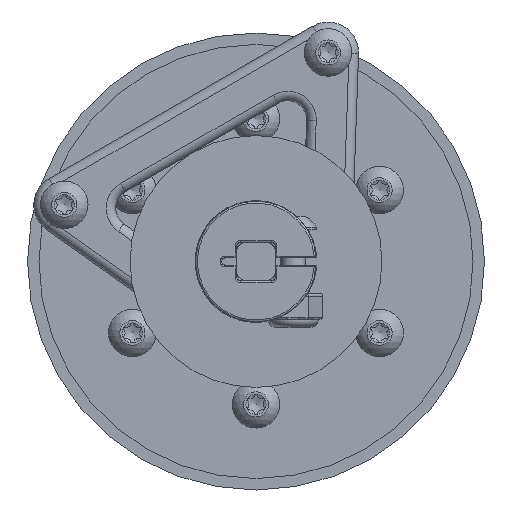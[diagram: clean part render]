
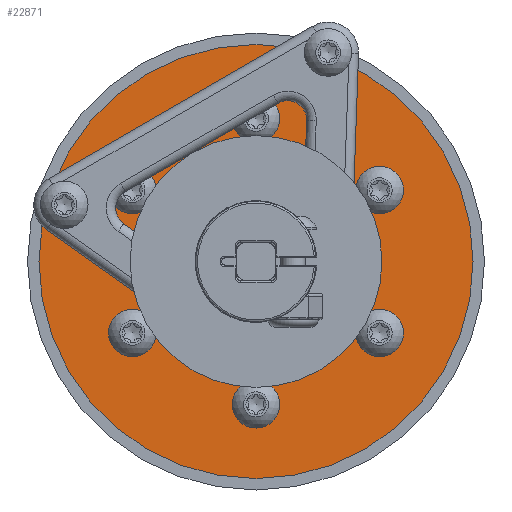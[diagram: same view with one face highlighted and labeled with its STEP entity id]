
A CAD part, left-side view. The second image highlights one B-rep face of the part: STEP entity #22871.
In plain terms, the highlighted face is planar.
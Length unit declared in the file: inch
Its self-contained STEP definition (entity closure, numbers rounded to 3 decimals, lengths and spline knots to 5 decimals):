
#722=FACE_BOUND('',#3431,.T.);
#723=FACE_BOUND('',#3432,.T.);
#724=FACE_BOUND('',#3433,.T.);
#725=FACE_BOUND('',#3434,.T.);
#726=FACE_BOUND('',#3435,.T.);
#727=FACE_BOUND('',#3436,.T.);
#728=FACE_BOUND('',#3437,.T.);
#993=PLANE('',#25633);
#2024=FACE_OUTER_BOUND('',#3430,.T.);
#3430=EDGE_LOOP('',(#18435));
#3431=EDGE_LOOP('',(#18436));
#3432=EDGE_LOOP('',(#18437,#18438,#18439,#18440));
#3433=EDGE_LOOP('',(#18441));
#3434=EDGE_LOOP('',(#18442));
#3435=EDGE_LOOP('',(#18443));
#3436=EDGE_LOOP('',(#18444));
#3437=EDGE_LOOP('',(#18445));
#4963=LINE('',#38924,#6369);
#4966=LINE('',#38930,#6372);
#4969=LINE('',#38936,#6375);
#4972=LINE('',#38940,#6378);
#6369=VECTOR('',#31594,0.3937);
#6372=VECTOR('',#31599,0.3937);
#6375=VECTOR('',#31604,0.3937);
#6378=VECTOR('',#31609,0.3937);
#8159=CIRCLE('',#25609,1.425);
#8161=CIRCLE('',#25612,0.08475);
#8163=CIRCLE('',#25615,0.08475);
#8165=CIRCLE('',#25618,0.08475);
#8167=CIRCLE('',#25621,0.08475);
#8169=CIRCLE('',#25624,0.08475);
#8171=CIRCLE('',#25631,0.08475);
#10116=VERTEX_POINT('',#38882);
#10118=VERTEX_POINT('',#38888);
#10120=VERTEX_POINT('',#38894);
#10122=VERTEX_POINT('',#38900);
#10124=VERTEX_POINT('',#38906);
#10126=VERTEX_POINT('',#38912);
#10130=VERTEX_POINT('',#38921);
#10131=VERTEX_POINT('',#38923);
#10133=VERTEX_POINT('',#38929);
#10135=VERTEX_POINT('',#38935);
#10136=VERTEX_POINT('',#38942);
#12994=EDGE_CURVE('',#10116,#10116,#8159,.T.);
#12997=EDGE_CURVE('',#10118,#10118,#8161,.T.);
#13000=EDGE_CURVE('',#10120,#10120,#8163,.T.);
#13003=EDGE_CURVE('',#10122,#10122,#8165,.T.);
#13006=EDGE_CURVE('',#10124,#10124,#8167,.T.);
#13009=EDGE_CURVE('',#10126,#10126,#8169,.T.);
#13014=EDGE_CURVE('',#10131,#10130,#4963,.T.);
#13017=EDGE_CURVE('',#10133,#10131,#4966,.T.);
#13020=EDGE_CURVE('',#10135,#10133,#4969,.T.);
#13023=EDGE_CURVE('',#10130,#10135,#4972,.T.);
#13024=EDGE_CURVE('',#10136,#10136,#8171,.T.);
#18435=ORIENTED_EDGE('',*,*,#12994,.F.);
#18436=ORIENTED_EDGE('',*,*,#13024,.T.);
#18437=ORIENTED_EDGE('',*,*,#13023,.T.);
#18438=ORIENTED_EDGE('',*,*,#13020,.T.);
#18439=ORIENTED_EDGE('',*,*,#13017,.T.);
#18440=ORIENTED_EDGE('',*,*,#13014,.T.);
#18441=ORIENTED_EDGE('',*,*,#13009,.T.);
#18442=ORIENTED_EDGE('',*,*,#13006,.T.);
#18443=ORIENTED_EDGE('',*,*,#13003,.T.);
#18444=ORIENTED_EDGE('',*,*,#13000,.T.);
#18445=ORIENTED_EDGE('',*,*,#12997,.T.);
#22871=ADVANCED_FACE('',(#2024,#722,#723,#724,#725,#726,#727,#728),#993,
 .T.);
#25609=AXIS2_PLACEMENT_3D('',#38883,#31550,#31551);
#25612=AXIS2_PLACEMENT_3D('',#38889,#31557,#31558);
#25615=AXIS2_PLACEMENT_3D('',#38895,#31564,#31565);
#25618=AXIS2_PLACEMENT_3D('',#38901,#31571,#31572);
#25621=AXIS2_PLACEMENT_3D('',#38907,#31578,#31579);
#25624=AXIS2_PLACEMENT_3D('',#38913,#31585,#31586);
#25631=AXIS2_PLACEMENT_3D('',#38943,#31612,#31613);
#25633=AXIS2_PLACEMENT_3D('',#38947,#31617,#31618);
#31550=DIRECTION('center_axis',(0.,0.,-1.));
#31551=DIRECTION('ref_axis',(1.,0.,0.));
#31557=DIRECTION('center_axis',(0.,0.,
-1.));
#31558=DIRECTION('ref_axis',(1.,0.,0.));
#31564=DIRECTION('center_axis',(0.,0.,
-1.));
#31565=DIRECTION('ref_axis',(1.,0.,0.));
#31571=DIRECTION('center_axis',(0.,0.,
-1.));
#31572=DIRECTION('ref_axis',(1.,0.,0.));
#31578=DIRECTION('center_axis',(0.,0.,
-1.));
#31579=DIRECTION('ref_axis',(1.,0.,0.));
#31585=DIRECTION('center_axis',(0.,0.,
-1.));
#31586=DIRECTION('ref_axis',(1.,0.,0.));
#31594=DIRECTION('',(0.,1.,0.));
#31599=DIRECTION('',(-1.,0.,0.));
#31604=DIRECTION('',(0.,-1.,0.));
#31609=DIRECTION('',(1.,0.,0.));
#31612=DIRECTION('center_axis',(0.,0.,
-1.));
#31613=DIRECTION('ref_axis',(1.,0.,0.));
#31617=DIRECTION('center_axis',(0.,0.,1.));
#31618=DIRECTION('ref_axis',(1.,0.,0.));
#38882=CARTESIAN_POINT('',(-1.45015,-0.04517,0.0625));
#38883=CARTESIAN_POINT('Origin',(-0.02515,-0.04517,
0.0625));
#38888=CARTESIAN_POINT('',(-0.1099,0.89233,0.0625));
#38889=CARTESIAN_POINT('Origin',(-0.02515,0.89233,
0.0625));
#38894=CARTESIAN_POINT('',(-0.9218,-0.51392,0.0625));
#38895=CARTESIAN_POINT('Origin',(-0.83705,-0.51392,0.0625));
#38900=CARTESIAN_POINT('',(-0.1099,-0.98267,0.0625));
#38901=CARTESIAN_POINT('Origin',(-0.02515,-0.98267,
0.0625));
#38906=CARTESIAN_POINT('',(0.702,0.42358,0.0625));
#38907=CARTESIAN_POINT('Origin',(0.78675,0.42358,0.0625));
#38912=CARTESIAN_POINT('',(-0.9218,0.42358,0.0625));
#38913=CARTESIAN_POINT('Origin',(-0.83705,0.42358,0.0625));
#38921=CARTESIAN_POINT('',(-0.14665,0.07633,0.0625));
#38923=CARTESIAN_POINT('',(-0.14665,-0.16667,0.0625));
#38924=CARTESIAN_POINT('',(-0.14665,-0.16667,0.0625));
#38929=CARTESIAN_POINT('',(0.09635,-0.16667,0.0625));
#38930=CARTESIAN_POINT('',(0.09635,-0.16667,0.0625));
#38935=CARTESIAN_POINT('',(0.09635,0.07633,0.0625));
#38936=CARTESIAN_POINT('',(0.09635,0.07633,0.0625));
#38940=CARTESIAN_POINT('',(-0.14665,0.07633,0.0625));
#38942=CARTESIAN_POINT('',(0.702,-0.51392,0.0625));
#38943=CARTESIAN_POINT('Origin',(0.78675,-0.51392,0.0625));
#38947=CARTESIAN_POINT('Origin',(-0.02515,-0.04517,
0.0625));
